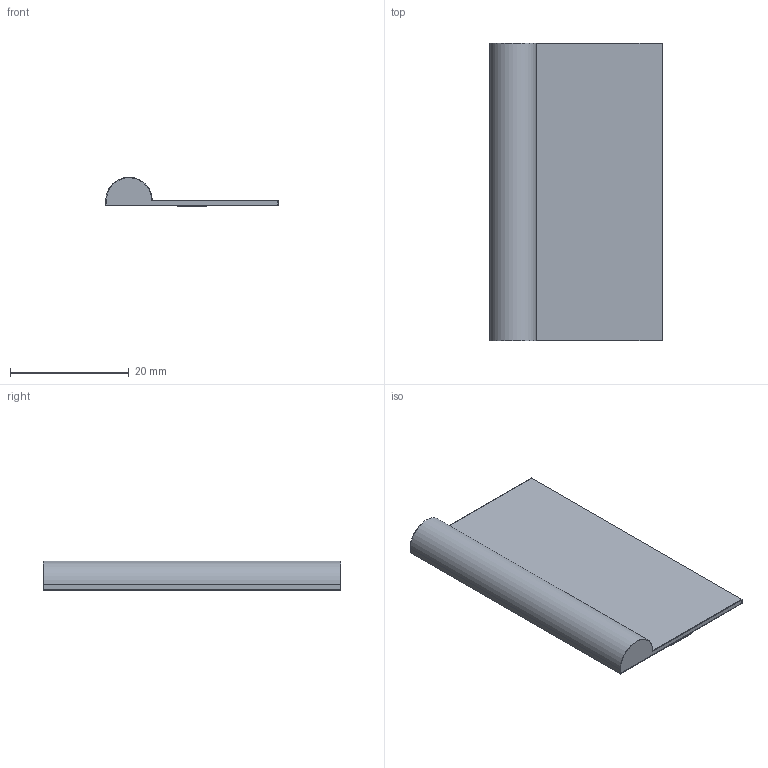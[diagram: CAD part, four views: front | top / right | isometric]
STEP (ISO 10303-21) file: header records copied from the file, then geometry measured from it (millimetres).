
FILE_DESCRIPTION( ( 'Unknown' ), '1' );
FILE_NAME( '30829048.stp', 'Unknown', ( 'Unknown' ), ( 'Unknown' ), 'XStep 1.0', 'Unknown', ' ' );
FILE_SCHEMA( ( 'automotive_design' ) );
Length unit declared in the file: millimetre
Products named in the file (1): 1
Bounding box: 29 x 50 x 5 mm (x, y, z)
Volume: 2549.1 mm3; surface area: 3335.2 mm2
Topology: 1 solids, 1 shells, 24 faces, 57 edges, 38 vertices
Faces by surface type: plane 21, cylinder 3
Entity records: 895 total; most frequent: CARTESIAN_POINT 120, ORIENTED_EDGE 114, DIRECTION 113, EDGE_CURVE 57, LINE 51, VECTOR 51, VERTEX_POINT 38, AXIS2_PLACEMENT_3D 31
